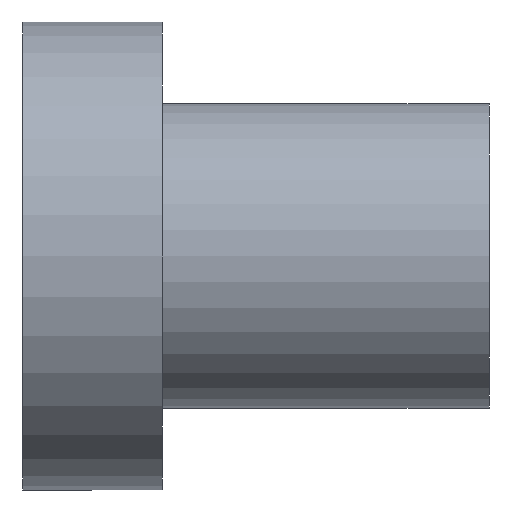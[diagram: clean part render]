
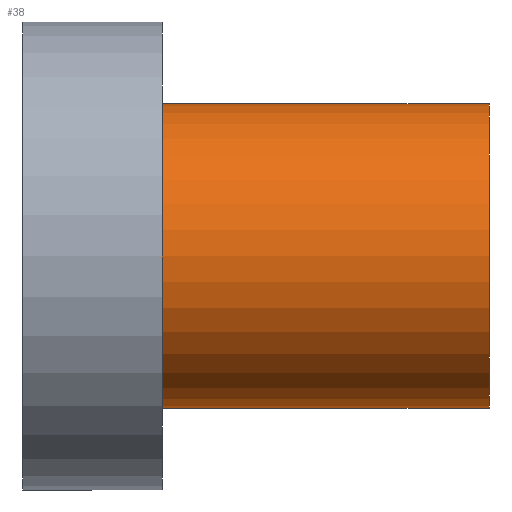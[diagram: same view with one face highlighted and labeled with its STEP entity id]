
A CAD part, left-side view. The second image highlights one B-rep face of the part: STEP entity #38.
In plain terms, the highlighted cylindrical face has radius 2.578 mm (diameter 5.156 mm), a partial arc.
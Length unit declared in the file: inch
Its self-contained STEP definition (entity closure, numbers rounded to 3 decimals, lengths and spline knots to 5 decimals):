
#1 = EDGE_CURVE ( 'NONE', #238, #48, #120, .T. ) ;
#4 = ORIENTED_EDGE ( 'NONE', *, *, #1, .F. ) ;
#5 = ORIENTED_EDGE ( 'NONE', *, *, #24, .T. ) ;
#24 = EDGE_CURVE ( 'NONE', #87, #48, #162, .T. ) ;
#25 = EDGE_CURVE ( 'NONE', #89, #238, #158, .T. ) ;
#38 = ADVANCED_FACE ( 'NONE', ( #190 ), #189, .T. ) ;
#39 = EDGE_LOOP ( 'NONE', ( #40, #240, #5, #4 ) ) ;
#40 = ORIENTED_EDGE ( 'NONE', *, *, #25, .F. ) ;
#48 = VERTEX_POINT ( 'NONE', #140 ) ;
#87 = VERTEX_POINT ( 'NONE', #218 ) ;
#89 = VERTEX_POINT ( 'NONE', #217 ) ;
#101 = CARTESIAN_POINT ( 'NONE',  ( 0., 0., 0.1015 ) ) ;
#102 = DIRECTION ( 'NONE',  ( 0., 0., -1. ) ) ;
#103 = DIRECTION ( 'NONE',  ( 0., -1., 0. ) ) ;
#104 = CARTESIAN_POINT ( 'NONE',  ( 0., 0.218, 0. ) ) ;
#105 = AXIS2_PLACEMENT_3D ( 'NONE', #104, #103, #102 ) ;
#106 = CIRCLE ( 'NONE', #105, 0.1015 ) ;
#119 = CARTESIAN_POINT ( 'NONE',  ( 0., 0., 0. ) ) ;
#120 = CIRCLE ( 'NONE', #207, 0.1015 ) ;
#140 = CARTESIAN_POINT ( 'NONE',  ( 0., 0., -0.1015 ) ) ;
#152 = DIRECTION ( 'NONE',  ( 0., 0., -1. ) ) ;
#153 = DIRECTION ( 'NONE',  ( 0., -1., 0. ) ) ;
#154 = CARTESIAN_POINT ( 'NONE',  ( 0., 0., 0. ) ) ;
#156 = VECTOR ( 'NONE', #203, 39.37008 ) ;
#157 = CARTESIAN_POINT ( 'NONE',  ( 0., 0., 0.1015 ) ) ;
#158 = LINE ( 'NONE', #157, #156 ) ;
#159 = DIRECTION ( 'NONE',  ( 0., -1., 0. ) ) ;
#160 = VECTOR ( 'NONE', #159, 39.37008 ) ;
#161 = CARTESIAN_POINT ( 'NONE',  ( 0., 0., -0.1015 ) ) ;
#162 = LINE ( 'NONE', #161, #160 ) ;
#184 = AXIS2_PLACEMENT_3D ( 'NONE', #154, #153, #152 ) ;
#189 = CYLINDRICAL_SURFACE ( 'NONE', #184, 0.1015 ) ;
#190 = FACE_OUTER_BOUND ( 'NONE', #39, .T. ) ;
#203 = DIRECTION ( 'NONE',  ( 0., -1., 0. ) ) ;
#205 = DIRECTION ( 'NONE',  ( 0., 0., -1. ) ) ;
#206 = DIRECTION ( 'NONE',  ( 0., -1., 0. ) ) ;
#207 = AXIS2_PLACEMENT_3D ( 'NONE', #119, #206, #205 ) ;
#217 = CARTESIAN_POINT ( 'NONE',  ( 0., 0.218, 0.1015 ) ) ;
#218 = CARTESIAN_POINT ( 'NONE',  ( 0., 0.218, -0.1015 ) ) ;
#231 = EDGE_CURVE ( 'NONE', #89, #87, #106, .T. ) ;
#238 = VERTEX_POINT ( 'NONE', #101 ) ;
#240 = ORIENTED_EDGE ( 'NONE', *, *, #231, .T. ) ;
